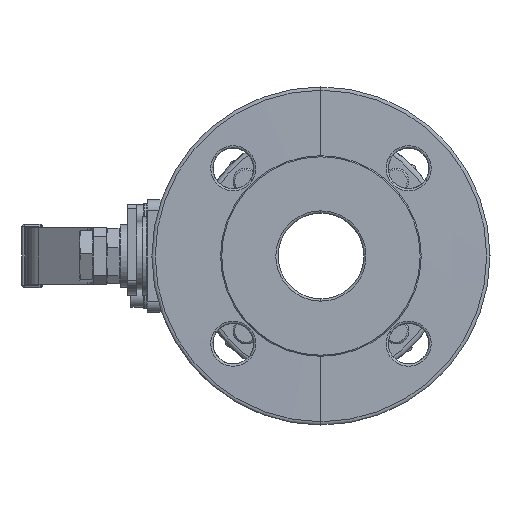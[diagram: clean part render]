
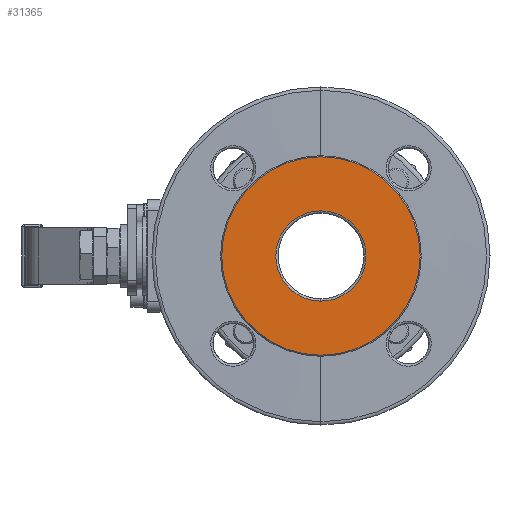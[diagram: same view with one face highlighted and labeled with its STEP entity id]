
A CAD part, left-side view. The second image highlights one B-rep face of the part: STEP entity #31365.
In plain terms, the highlighted planar face has unit normal (-1, 0, 0).
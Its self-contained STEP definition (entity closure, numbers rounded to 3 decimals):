
#11920 = FACE_BOUND ( 'NONE', #36436, .T. ) ;
#11923 = FACE_OUTER_BOUND ( 'NONE', #36455, .T. ) ;
#22085 = CARTESIAN_POINT ( 'NONE',  ( -51.5, 0., -20. ) ) ;
#22087 = CARTESIAN_POINT ( 'NONE',  ( -51.5, 0., 20. ) ) ;
#22367 = CARTESIAN_POINT ( 'NONE',  ( -51.5, 0., 44. ) ) ;
#22376 = CARTESIAN_POINT ( 'NONE',  ( -51.5, 0., -44. ) ) ;
#23531 = ORIENTED_EDGE ( 'NONE', *, *, #71539, .T. ) ;
#23790 = ORIENTED_EDGE ( 'NONE', *, *, #71608, .F. ) ;
#23791 = ORIENTED_EDGE ( 'NONE', *, *, #71411, .F. ) ;
#23792 = ORIENTED_EDGE ( 'NONE', *, *, #71726, .T. ) ;
#31365 = ADVANCED_FACE ( 'NONE', ( #11920, #11923 ), #59544, .T. ) ;
#36436 = EDGE_LOOP ( 'NONE', ( #23790, #23791 ) ) ;
#36455 = EDGE_LOOP ( 'NONE', ( #23792, #23531 ) ) ;
#53014 = VERTEX_POINT ( 'NONE', #22085 ) ;
#53016 = VERTEX_POINT ( 'NONE', #22087 ) ;
#53228 = VERTEX_POINT ( 'NONE', #22367 ) ;
#53234 = VERTEX_POINT ( 'NONE', #22376 ) ;
#53928 = CIRCLE ( 'NONE', #63243, 44. ) ;
#54123 = CIRCLE ( 'NONE', #63310, 44. ) ;
#55584 = CARTESIAN_POINT ( 'NONE',  ( -51.5, 0., 20. ) ) ;
#55709 = CARTESIAN_POINT ( 'NONE',  ( -51.5, 40., 20. ) ) ;
#55710 = CARTESIAN_POINT ( 'NONE',  ( -51.5, 40., -20. ) ) ;
#55711 = CARTESIAN_POINT ( 'NONE',  ( -51.5, 0., -20. ) ) ;
#56080 =( BOUNDED_CURVE ( )  B_SPLINE_CURVE ( 3, ( #55584, #55709, #55710, #55711 ),
 .UNSPECIFIED., .F., .T. ) 
 B_SPLINE_CURVE_WITH_KNOTS ( ( 4, 4 ),
 ( 0., 1. ),
 .UNSPECIFIED. ) 
 CURVE ( )  GEOMETRIC_REPRESENTATION_ITEM ( )  RATIONAL_B_SPLINE_CURVE ( ( 0.957, 0.319, 0.319, 0.957 ) ) 
 REPRESENTATION_ITEM ( '' )  );
#56229 =( BOUNDED_CURVE ( )  B_SPLINE_CURVE ( 3, ( #61290, #61296, #61297, #61298 ),
 .UNSPECIFIED., .F., .F. ) 
 B_SPLINE_CURVE_WITH_KNOTS ( ( 4, 4 ),
 ( 0., 1. ),
 .UNSPECIFIED. ) 
 CURVE ( )  GEOMETRIC_REPRESENTATION_ITEM ( )  RATIONAL_B_SPLINE_CURVE ( ( 0.957, 0.319, 0.319, 0.957 ) ) 
 REPRESENTATION_ITEM ( '' )  );
#59188 = CARTESIAN_POINT ( 'NONE',  ( -51.5, 0., 0. ) ) ;
#59361 = DIRECTION ( 'NONE',  ( -1., 0., 0. ) ) ;
#59362 = DIRECTION ( 'NONE',  ( 0., 0., 1. ) ) ;
#59544 = PLANE ( 'NONE',  #69251 ) ;
#59550 = CARTESIAN_POINT ( 'NONE',  ( -51.5, -44.528, -44.528 ) ) ;
#59564 = DIRECTION ( 'NONE',  ( -1., 0., 0. ) ) ;
#59566 = DIRECTION ( 'NONE',  ( 0., 0., 1. ) ) ;
#61290 = CARTESIAN_POINT ( 'NONE',  ( -51.5, 0., -20. ) ) ;
#61296 = CARTESIAN_POINT ( 'NONE',  ( -51.5, -40., -20. ) ) ;
#61297 = CARTESIAN_POINT ( 'NONE',  ( -51.5, -40., 20. ) ) ;
#61298 = CARTESIAN_POINT ( 'NONE',  ( -51.5, 0., 20. ) ) ;
#62206 = CARTESIAN_POINT ( 'NONE',  ( -51.5, 0., 0. ) ) ;
#62214 = DIRECTION ( 'NONE',  ( -1., 0., 0. ) ) ;
#62215 = DIRECTION ( 'NONE',  ( 0., 0., 1. ) ) ;
#63243 = AXIS2_PLACEMENT_3D ( 'NONE', #59188, #59361, #59362 ) ;
#63310 = AXIS2_PLACEMENT_3D ( 'NONE', #62206, #62214, #62215 ) ;
#69251 = AXIS2_PLACEMENT_3D ( 'NONE', #59550, #59564, #59566 ) ;
#71411 = EDGE_CURVE ( 'NONE', #53016, #53014, #56080, .T. ) ;
#71539 = EDGE_CURVE ( 'NONE', #53234, #53228, #53928, .T. ) ;
#71608 = EDGE_CURVE ( 'NONE', #53014, #53016, #56229, .T. ) ;
#71726 = EDGE_CURVE ( 'NONE', #53228, #53234, #54123, .T. ) ;
